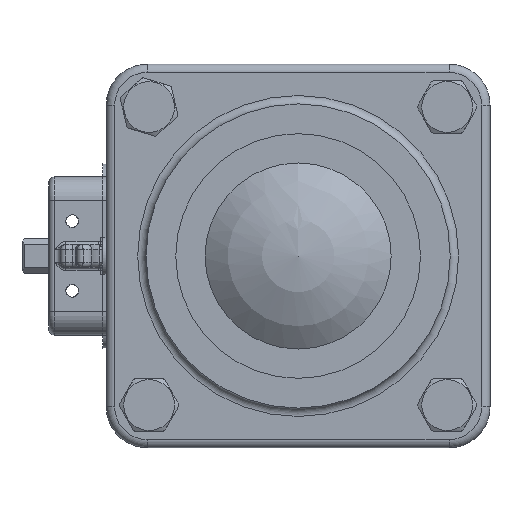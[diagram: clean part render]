
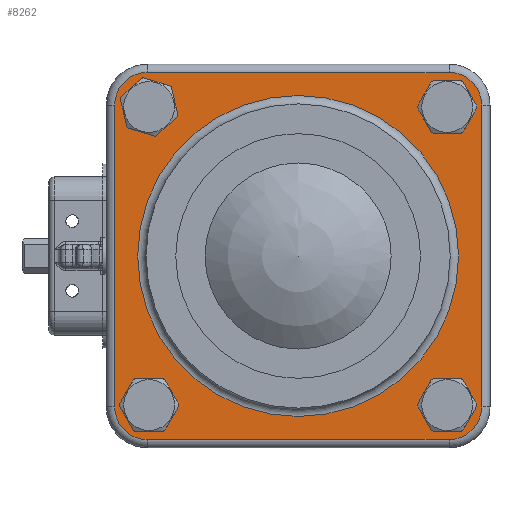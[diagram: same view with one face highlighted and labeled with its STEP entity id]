
A CAD part, left-side view. The second image highlights one B-rep face of the part: STEP entity #8262.
In plain terms, the highlighted face is planar.
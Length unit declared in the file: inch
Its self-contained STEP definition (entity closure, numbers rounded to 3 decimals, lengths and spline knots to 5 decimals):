
#552=FACE_BOUND('',#2649,.T.);
#553=FACE_BOUND('',#2650,.T.);
#554=FACE_BOUND('',#2651,.T.);
#555=FACE_BOUND('',#2652,.T.);
#556=FACE_BOUND('',#2653,.T.);
#645=PLANE('',#9526);
#1009=LINE('',#17787,#1432);
#1010=LINE('',#17791,#1433);
#1011=LINE('',#17795,#1434);
#1012=LINE('',#17799,#1435);
#1432=VECTOR('',#11853,0.3937);
#1433=VECTOR('',#11856,0.3937);
#1434=VECTOR('',#11859,0.3937);
#1435=VECTOR('',#11862,0.3937);
#2112=FACE_OUTER_BOUND('',#2648,.T.);
#2648=EDGE_LOOP('',(#7327,#7328,#7329,#7330,#7331,#7332,#7333,#7334));
#2649=EDGE_LOOP('',(#7335));
#2650=EDGE_LOOP('',(#7336));
#2651=EDGE_LOOP('',(#7337));
#2652=EDGE_LOOP('',(#7338));
#2653=EDGE_LOOP('',(#7339,#7340));
#3235=CIRCLE('',#9524,1.725);
#3236=CIRCLE('',#9525,1.725);
#3237=CIRCLE('',#9527,0.35);
#3238=CIRCLE('',#9528,0.35);
#3239=CIRCLE('',#9529,0.35);
#3240=CIRCLE('',#9530,0.35);
#3241=CIRCLE('',#9531,0.219);
#3242=CIRCLE('',#9532,0.219);
#3243=CIRCLE('',#9533,0.219);
#3244=CIRCLE('',#9534,0.219);
#3963=VERTEX_POINT('',#17779);
#3964=VERTEX_POINT('',#17781);
#3965=VERTEX_POINT('',#17785);
#3966=VERTEX_POINT('',#17786);
#3967=VERTEX_POINT('',#17788);
#3968=VERTEX_POINT('',#17790);
#3969=VERTEX_POINT('',#17792);
#3970=VERTEX_POINT('',#17794);
#3971=VERTEX_POINT('',#17796);
#3972=VERTEX_POINT('',#17798);
#3973=VERTEX_POINT('',#17801);
#3974=VERTEX_POINT('',#17803);
#3975=VERTEX_POINT('',#17805);
#3976=VERTEX_POINT('',#17807);
#5114=EDGE_CURVE('',#3963,#3964,#3235,.T.);
#5115=EDGE_CURVE('',#3964,#3963,#3236,.T.);
#5116=EDGE_CURVE('',#3965,#3966,#1009,.T.);
#5117=EDGE_CURVE('',#3967,#3965,#3237,.T.);
#5118=EDGE_CURVE('',#3968,#3967,#1010,.T.);
#5119=EDGE_CURVE('',#3969,#3968,#3238,.T.);
#5120=EDGE_CURVE('',#3970,#3969,#1011,.T.);
#5121=EDGE_CURVE('',#3971,#3970,#3239,.T.);
#5122=EDGE_CURVE('',#3972,#3971,#1012,.T.);
#5123=EDGE_CURVE('',#3966,#3972,#3240,.T.);
#5124=EDGE_CURVE('',#3973,#3973,#3241,.T.);
#5125=EDGE_CURVE('',#3974,#3974,#3242,.T.);
#5126=EDGE_CURVE('',#3975,#3975,#3243,.T.);
#5127=EDGE_CURVE('',#3976,#3976,#3244,.T.);
#7327=ORIENTED_EDGE('',*,*,#5116,.F.);
#7328=ORIENTED_EDGE('',*,*,#5117,.F.);
#7329=ORIENTED_EDGE('',*,*,#5118,.F.);
#7330=ORIENTED_EDGE('',*,*,#5119,.F.);
#7331=ORIENTED_EDGE('',*,*,#5120,.F.);
#7332=ORIENTED_EDGE('',*,*,#5121,.F.);
#7333=ORIENTED_EDGE('',*,*,#5122,.F.);
#7334=ORIENTED_EDGE('',*,*,#5123,.F.);
#7335=ORIENTED_EDGE('',*,*,#5124,.T.);
#7336=ORIENTED_EDGE('',*,*,#5125,.T.);
#7337=ORIENTED_EDGE('',*,*,#5126,.T.);
#7338=ORIENTED_EDGE('',*,*,#5127,.T.);
#7339=ORIENTED_EDGE('',*,*,#5115,.F.);
#7340=ORIENTED_EDGE('',*,*,#5114,.F.);
#8262=ADVANCED_FACE('',(#2112,#552,#553,#554,#555,#556),#645,.T.);
#9524=AXIS2_PLACEMENT_3D('',#17782,#11847,#11848);
#9525=AXIS2_PLACEMENT_3D('',#17783,#11849,#11850);
#9526=AXIS2_PLACEMENT_3D('',#17784,#11851,#11852);
#9527=AXIS2_PLACEMENT_3D('',#17789,#11854,#11855);
#9528=AXIS2_PLACEMENT_3D('',#17793,#11857,#11858);
#9529=AXIS2_PLACEMENT_3D('',#17797,#11860,#11861);
#9530=AXIS2_PLACEMENT_3D('',#17800,#11863,#11864);
#9531=AXIS2_PLACEMENT_3D('',#17802,#11865,#11866);
#9532=AXIS2_PLACEMENT_3D('',#17804,#11867,#11868);
#9533=AXIS2_PLACEMENT_3D('',#17806,#11869,#11870);
#9534=AXIS2_PLACEMENT_3D('',#17808,#11871,#11872);
#11847=DIRECTION('center_axis',(0.,1.,0.));
#11848=DIRECTION('ref_axis',(1.,0.,0.));
#11849=DIRECTION('center_axis',(0.,1.,0.));
#11850=DIRECTION('ref_axis',(1.,0.,0.));
#11851=DIRECTION('center_axis',(0.,1.,0.));
#11852=DIRECTION('ref_axis',(0.,0.,1.));
#11853=DIRECTION('',(0.,0.,-1.));
#11854=DIRECTION('center_axis',(0.,-1.,0.));
#11855=DIRECTION('ref_axis',(-0.707,0.,0.707));
#11856=DIRECTION('',(-1.,0.,0.));
#11857=DIRECTION('center_axis',(0.,-1.,0.));
#11858=DIRECTION('ref_axis',(0.707,0.,0.707));
#11859=DIRECTION('',(0.,0.,1.));
#11860=DIRECTION('center_axis',(0.,-1.,0.));
#11861=DIRECTION('ref_axis',(0.707,0.,-0.707));
#11862=DIRECTION('',(1.,0.,0.));
#11863=DIRECTION('center_axis',(0.,-1.,0.));
#11864=DIRECTION('ref_axis',(-0.707,0.,-0.707));
#11865=DIRECTION('center_axis',(0.,-1.,0.));
#11866=DIRECTION('ref_axis',(1.,0.,0.));
#11867=DIRECTION('center_axis',(0.,-1.,0.));
#11868=DIRECTION('ref_axis',(1.,0.,0.));
#11869=DIRECTION('center_axis',(0.,-1.,0.));
#11870=DIRECTION('ref_axis',(1.,0.,0.));
#11871=DIRECTION('center_axis',(0.,-1.,0.));
#11872=DIRECTION('ref_axis',(1.,0.,0.));
#17779=CARTESIAN_POINT('',(0.,0.72,1.725));
#17781=CARTESIAN_POINT('',(-1.725,0.72,0.));
#17782=CARTESIAN_POINT('Origin',(0.,0.72,0.));
#17783=CARTESIAN_POINT('Origin',(0.,0.72,0.));
#17784=CARTESIAN_POINT('Origin',(0.,0.72,0.));
#17785=CARTESIAN_POINT('',(-1.9725,0.72,1.6225));
#17786=CARTESIAN_POINT('',(-1.9725,0.72,-1.6225));
#17787=CARTESIAN_POINT('',(-1.9725,0.72,1.03125));
#17788=CARTESIAN_POINT('',(-1.6225,0.72,1.9725));
#17789=CARTESIAN_POINT('Origin',(-1.6225,0.72,1.6225));
#17790=CARTESIAN_POINT('',(1.6225,0.72,1.9725));
#17791=CARTESIAN_POINT('',(1.03125,0.72,1.9725));
#17792=CARTESIAN_POINT('',(1.9725,0.72,1.6225));
#17793=CARTESIAN_POINT('Origin',(1.6225,0.72,1.6225));
#17794=CARTESIAN_POINT('',(1.9725,0.72,-1.6225));
#17795=CARTESIAN_POINT('',(1.9725,0.72,-1.03125));
#17796=CARTESIAN_POINT('',(1.6225,0.72,-1.9725));
#17797=CARTESIAN_POINT('Origin',(1.6225,0.72,-1.6225));
#17798=CARTESIAN_POINT('',(-1.6225,0.72,-1.9725));
#17799=CARTESIAN_POINT('',(-1.03125,0.72,-1.9725));
#17800=CARTESIAN_POINT('Origin',(-1.6225,0.72,-1.6225));
#17801=CARTESIAN_POINT('',(1.38295,0.72,-1.60195));
#17802=CARTESIAN_POINT('Origin',(1.60195,0.72,-1.60195));
#17803=CARTESIAN_POINT('',(-1.82095,0.72,-1.60195));
#17804=CARTESIAN_POINT('Origin',(-1.60195,0.72,-1.60195));
#17805=CARTESIAN_POINT('',(-1.82095,0.72,1.60195));
#17806=CARTESIAN_POINT('Origin',(-1.60195,0.72,1.60195));
#17807=CARTESIAN_POINT('',(1.38295,0.72,1.60195));
#17808=CARTESIAN_POINT('Origin',(1.60195,0.72,1.60195));
